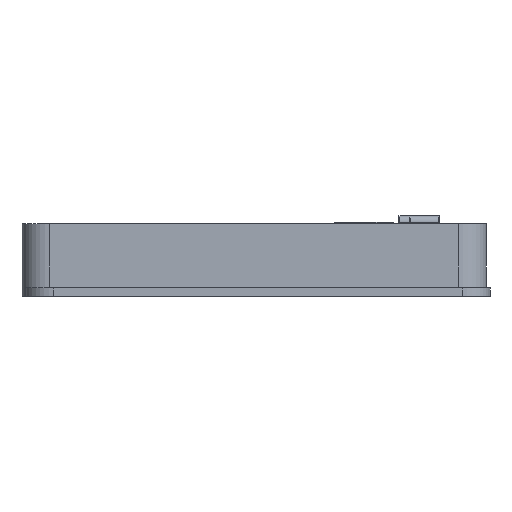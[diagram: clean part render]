
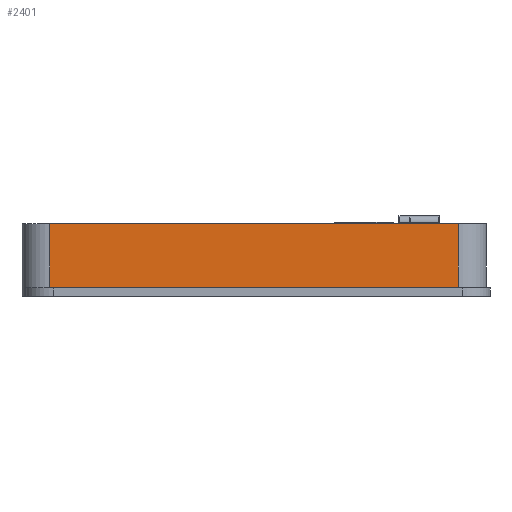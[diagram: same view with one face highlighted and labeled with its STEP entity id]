
A CAD part, left-side view. The second image highlights one B-rep face of the part: STEP entity #2401.
In plain terms, the highlighted planar face has unit normal (-1, 0, 0).
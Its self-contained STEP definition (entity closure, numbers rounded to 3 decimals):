
#2062=CARTESIAN_POINT('',(-202.,120.981,13.));
#2063=VERTEX_POINT('',#2062);
#2071=CARTESIAN_POINT('',(-202.,48.,13.));
#2072=VERTEX_POINT('',#2071);
#2073=CARTESIAN_POINT('',(-202.,48.,13.));
#2074=DIRECTION('',(0.,1.,0.));
#2075=VECTOR('',#2074,72.981);
#2076=LINE('',#2073,#2075);
#2077=EDGE_CURVE('',#2072,#2063,#2076,.T.);
#2371=CARTESIAN_POINT('',(-202.,84.491,13.));
#2372=DIRECTION('',(-1.,0.,0.));
#2373=DIRECTION('',(0.,0.,1.));
#2374=AXIS2_PLACEMENT_3D('',#2371,#2372,#2373);
#2375=PLANE('',#2374);
#2376=CARTESIAN_POINT('',(-202.,48.,0.));
#2377=VERTEX_POINT('',#2376);
#2378=CARTESIAN_POINT('',(-202.,120.981,0.));
#2379=VERTEX_POINT('',#2378);
#2380=CARTESIAN_POINT('',(-202.,48.,0.));
#2381=DIRECTION('',(0.,1.,0.));
#2382=VECTOR('',#2381,72.981);
#2383=LINE('',#2380,#2382);
#2384=EDGE_CURVE('',#2377,#2379,#2383,.T.);
#2385=ORIENTED_EDGE('',*,*,#2384,.F.);
#2386=CARTESIAN_POINT('',(-202.,48.,0.));
#2387=DIRECTION('',(-0.,-0.,1.));
#2388=VECTOR('',#2387,13.);
#2389=LINE('',#2386,#2388);
#2390=EDGE_CURVE('',#2377,#2072,#2389,.T.);
#2391=ORIENTED_EDGE('',*,*,#2390,.T.);
#2392=ORIENTED_EDGE('',*,*,#2077,.T.);
#2393=CARTESIAN_POINT('',(-202.,120.981,13.));
#2394=DIRECTION('',(0.,0.,-1.));
#2395=VECTOR('',#2394,13.);
#2396=LINE('',#2393,#2395);
#2397=EDGE_CURVE('',#2063,#2379,#2396,.T.);
#2398=ORIENTED_EDGE('',*,*,#2397,.T.);
#2399=EDGE_LOOP('',(#2385,#2391,#2392,#2398));
#2400=FACE_BOUND('',#2399,.T.);
#2401=ADVANCED_FACE('',(#2400),#2375,.T.);
